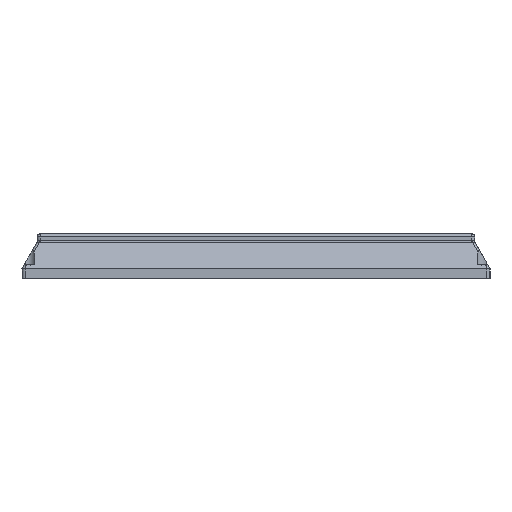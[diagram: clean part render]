
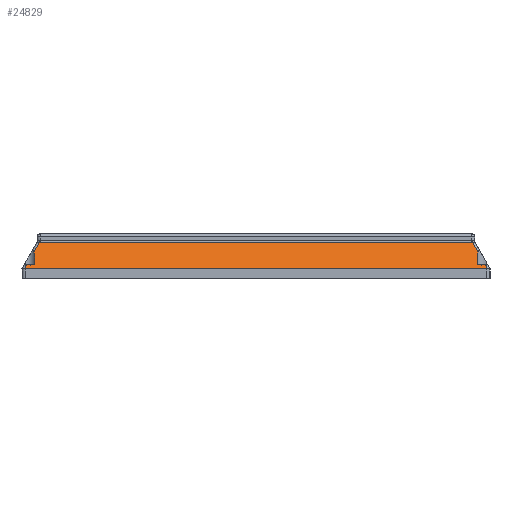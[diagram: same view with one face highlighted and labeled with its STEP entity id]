
A CAD part, left-side view. The second image highlights one B-rep face of the part: STEP entity #24829.
In plain terms, the highlighted planar face has unit normal (-0.874, 0, 0.486).
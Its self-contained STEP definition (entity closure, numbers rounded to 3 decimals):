
#2696=ELLIPSE('',#25515,4.118,2.);
#2698=ELLIPSE('',#25520,4.118,2.);
#2703=ELLIPSE('',#25529,4.633,2.25);
#2704=ELLIPSE('',#25530,4.633,2.25);
#3177=PLANE('',#25528);
#4497=FACE_OUTER_BOUND('',#5971,.T.);
#5971=EDGE_LOOP('',(#23242,#23243,#23244,#23245,#23246,#23247,#23248,#23249,
#23250,#23251,#23252,#23253));
#7941=LINE('',#55411,#9910);
#7954=LINE('',#55529,#9923);
#7955=LINE('',#55599,#9924);
#7957=LINE('',#55622,#9926);
#7958=LINE('',#55626,#9927);
#7959=LINE('',#55627,#9928);
#7960=LINE('',#55629,#9929);
#7961=LINE('',#55631,#9930);
#9910=VECTOR('',#28701,10.);
#9923=VECTOR('',#28772,10.);
#9924=VECTOR('',#28793,10.);
#9926=VECTOR('',#28797,10.);
#9927=VECTOR('',#28800,10.);
#9928=VECTOR('',#28801,10.);
#9929=VECTOR('',#28802,10.);
#9930=VECTOR('',#28803,10.);
#12369=VERTEX_POINT('',#55408);
#12370=VERTEX_POINT('',#55410);
#12389=VERTEX_POINT('',#55498);
#12391=VERTEX_POINT('',#55519);
#12393=VERTEX_POINT('',#55525);
#12395=VERTEX_POINT('',#55546);
#12401=VERTEX_POINT('',#55598);
#12403=VERTEX_POINT('',#55621);
#12404=VERTEX_POINT('',#55623);
#12405=VERTEX_POINT('',#55625);
#12406=VERTEX_POINT('',#55628);
#12407=VERTEX_POINT('',#55630);
#16000=EDGE_CURVE('',#12370,#12369,#7941,.T.);
#16032=EDGE_CURVE('',#12389,#12391,#2696,.T.);
#16035=EDGE_CURVE('',#12391,#12393,#7954,.T.);
#16038=EDGE_CURVE('',#12393,#12395,#2698,.T.);
#16045=EDGE_CURVE('',#12395,#12401,#7955,.T.);
#16048=EDGE_CURVE('',#12403,#12389,#7957,.T.);
#16049=EDGE_CURVE('',#12403,#12404,#2703,.T.);
#16050=EDGE_CURVE('',#12404,#12405,#7958,.T.);
#16051=EDGE_CURVE('',#12370,#12405,#7959,.T.);
#16052=EDGE_CURVE('',#12406,#12369,#7960,.T.);
#16053=EDGE_CURVE('',#12406,#12407,#7961,.T.);
#16054=EDGE_CURVE('',#12407,#12401,#2704,.T.);
#23242=ORIENTED_EDGE('',*,*,#16038,.F.);
#23243=ORIENTED_EDGE('',*,*,#16035,.F.);
#23244=ORIENTED_EDGE('',*,*,#16032,.F.);
#23245=ORIENTED_EDGE('',*,*,#16048,.F.);
#23246=ORIENTED_EDGE('',*,*,#16049,.T.);
#23247=ORIENTED_EDGE('',*,*,#16050,.T.);
#23248=ORIENTED_EDGE('',*,*,#16051,.F.);
#23249=ORIENTED_EDGE('',*,*,#16000,.T.);
#23250=ORIENTED_EDGE('',*,*,#16052,.F.);
#23251=ORIENTED_EDGE('',*,*,#16053,.T.);
#23252=ORIENTED_EDGE('',*,*,#16054,.T.);
#23253=ORIENTED_EDGE('',*,*,#16045,.F.);
#24829=ADVANCED_FACE('',(#4497),#3177,.T.);
#25515=AXIS2_PLACEMENT_3D('',#55523,#28765,#28766);
#25520=AXIS2_PLACEMENT_3D('',#55550,#28777,#28778);
#25528=AXIS2_PLACEMENT_3D('',#55620,#28795,#28796);
#25529=AXIS2_PLACEMENT_3D('',#55624,#28798,#28799);
#25530=AXIS2_PLACEMENT_3D('',#55632,#28804,#28805);
#28701=DIRECTION('',(0.,-1.,0.));
#28765=DIRECTION('center_axis',(-0.874,0.,0.486));
#28766=DIRECTION('ref_axis',(-0.486,0.,-0.874));
#28772=DIRECTION('',(0.,-1.,0.));
#28777=DIRECTION('center_axis',(-0.874,0.,0.486));
#28778=DIRECTION('ref_axis',(-0.486,0.,-0.874));
#28793=DIRECTION('',(-0.437,-0.437,-0.786));
#28795=DIRECTION('center_axis',(-0.874,0.,0.486));
#28796=DIRECTION('ref_axis',(-0.486,0.,-0.874));
#28797=DIRECTION('',(0.437,-0.437,0.786));
#28798=DIRECTION('center_axis',(0.874,0.,-0.486));
#28799=DIRECTION('ref_axis',(-0.486,0.,-0.874));
#28800=DIRECTION('',(0.,1.,0.));
#28801=DIRECTION('',(0.437,-0.437,0.786));
#28802=DIRECTION('',(-0.437,-0.437,-0.786));
#28803=DIRECTION('',(0.,1.,0.));
#28804=DIRECTION('center_axis',(0.874,0.,-0.486));
#28805=DIRECTION('ref_axis',(-0.486,0.,-0.874));
#55408=CARTESIAN_POINT('',(-16.618,-140.895,-20.5));
#55410=CARTESIAN_POINT('',(-16.618,10.707,-20.5));
#55411=CARTESIAN_POINT('',(-16.618,11.581,-20.5));
#55498=CARTESIAN_POINT('',(-11.73,5.819,-11.701));
#55519=CARTESIAN_POINT('',(-11.744,5.581,-11.726));
#55523=CARTESIAN_POINT('Origin',(-9.744,5.581,-8.126));
#55525=CARTESIAN_POINT('',(-11.744,-135.769,-11.726));
#55529=CARTESIAN_POINT('',(-11.744,9.081,-11.726));
#55546=CARTESIAN_POINT('',(-11.73,-136.006,-11.701));
#55550=CARTESIAN_POINT('Origin',(-9.744,-135.769,-8.126));
#55598=CARTESIAN_POINT('',(-13.526,-137.802,-14.933));
#55599=CARTESIAN_POINT('',(2.371,-121.906,13.68));
#55620=CARTESIAN_POINT('Origin',(-11.618,11.581,-11.5));
#55621=CARTESIAN_POINT('',(-13.525,7.614,-14.933));
#55622=CARTESIAN_POINT('',(-14.285,8.374,-16.3));
#55623=CARTESIAN_POINT('',(-15.785,7.657,-19.));
#55624=CARTESIAN_POINT('Origin',(-14.618,9.581,-16.9));
#55625=CARTESIAN_POINT('',(-15.785,9.874,-19.));
#55626=CARTESIAN_POINT('',(-15.785,10.581,-19.));
#55627=CARTESIAN_POINT('',(-14.285,8.374,-16.3));
#55628=CARTESIAN_POINT('',(-15.785,-140.062,-19.));
#55629=CARTESIAN_POINT('',(2.371,-121.906,13.68));
#55630=CARTESIAN_POINT('',(-15.785,-137.845,-19.));
#55631=CARTESIAN_POINT('',(-15.785,-64.094,-19.));
#55632=CARTESIAN_POINT('Origin',(-14.618,-139.769,-16.9));
